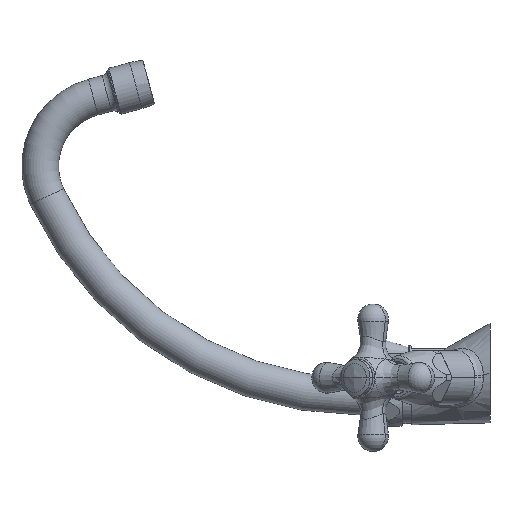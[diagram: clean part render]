
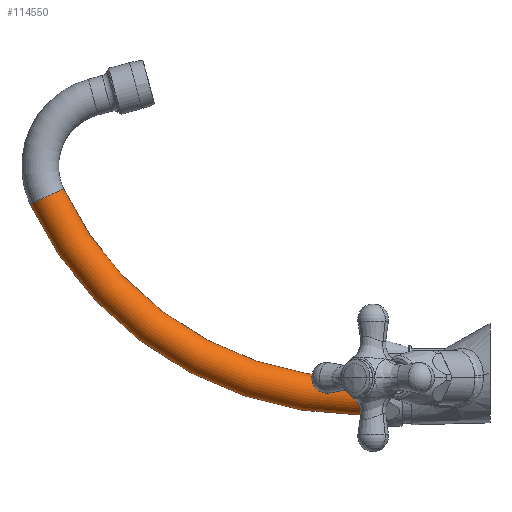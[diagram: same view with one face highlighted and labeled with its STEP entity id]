
A CAD part, left-side view. The second image highlights one B-rep face of the part: STEP entity #114550.
In plain terms, the highlighted toroidal (fillet/blend) face has major radius 168.937 mm and minor radius 9 mm.
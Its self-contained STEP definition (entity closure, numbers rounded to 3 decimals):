
#84492=CARTESIAN_POINT('',(0.,63.1,157.537));
#84493=DIRECTION('',(1.,0.,0.));
#84494=DIRECTION('',(0.,0.,-1.));
#84495=AXIS2_PLACEMENT_3D('',#84492,#84493,#84494);
#84497=CARTESIAN_POINT('',(0.,63.1,-11.4));
#84498=DIRECTION('',(0.,1.,0.));
#84499=DIRECTION('',(0.,0.,-1.));
#84500=AXIS2_PLACEMENT_3D('',#84497,#84498,#84499);
#84502=CARTESIAN_POINT('',(0.,63.1,157.537));
#84503=DIRECTION('',(1.,0.,0.));
#84504=DIRECTION('',(0.,0.,-1.));
#84505=AXIS2_PLACEMENT_3D('',#84502,#84503,#84504);
#84507=CARTESIAN_POINT('',(0.,216.229,86.184));
#84508=DIRECTION('',(0.,0.422,0.906));
#84509=DIRECTION('',(0.,0.906,-0.422));
#84510=AXIS2_PLACEMENT_3D('',#84507,#84508,#84509);
#96299=CARTESIAN_POINT('',(0.,63.1,-2.4));
#96300=CARTESIAN_POINT('',(0.,63.1,-20.4));
#96301=VERTEX_POINT('',#96299);
#96302=VERTEX_POINT('',#96300);
#96303=CARTESIAN_POINT('',(0.,208.071,89.986));
#96304=CARTESIAN_POINT('',(0.,224.387,82.383));
#96305=VERTEX_POINT('',#96303);
#96306=VERTEX_POINT('',#96304);
#114538=CARTESIAN_POINT('',(0.,63.1,157.537));
#114539=DIRECTION('',(1.,0.,0.));
#114540=DIRECTION('',(0.,0.,1.));
#114541=AXIS2_PLACEMENT_3D('',#114538,#114539,#114540);
#114542=TOROIDAL_SURFACE('',#114541,168.937,9.);
#114543=ORIENTED_EDGE('',*,*,#114442,.F.);
#114544=ORIENTED_EDGE('',*,*,#114526,.T.);
#114546=ORIENTED_EDGE('',*,*,#114545,.T.);
#114547=ORIENTED_EDGE('',*,*,#114522,.F.);
#114548=EDGE_LOOP('',(#114543,#114544,#114546,#114547));
#114549=FACE_OUTER_BOUND('',#114548,.F.);
#114550=ADVANCED_FACE('',(#114549),#114542,.T.);
#84496=CIRCLE('',#84495,159.937);
#84501=CIRCLE('',#84500,9.);
#84506=CIRCLE('',#84505,177.937);
#84511=CIRCLE('',#84510,9.);
#114442=EDGE_CURVE('',#96302,#96301,#84501,.T.);
#114522=EDGE_CURVE('',#96301,#96305,#84496,.T.);
#114526=EDGE_CURVE('',#96302,#96306,#84506,.T.);
#114545=EDGE_CURVE('',#96306,#96305,#84511,.T.);
